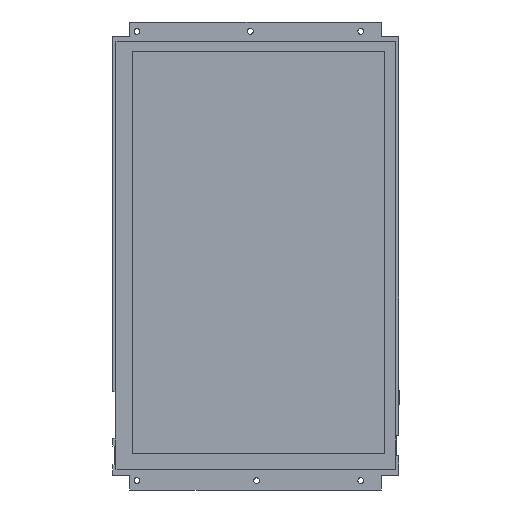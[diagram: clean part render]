
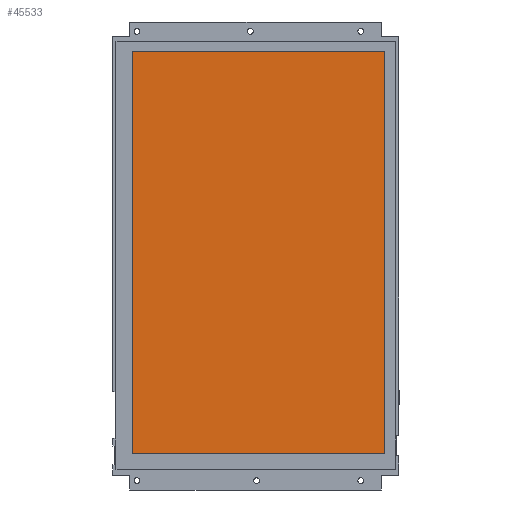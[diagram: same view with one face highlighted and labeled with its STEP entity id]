
A CAD part, front view. The second image highlights one B-rep face of the part: STEP entity #45533.
In plain terms, the highlighted face is planar.
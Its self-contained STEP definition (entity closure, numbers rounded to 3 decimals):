
#2961=FACE_OUTER_BOUND('',#5476,.T.);
#5476=EDGE_LOOP('',(#30625,#30626,#30627,#30628));
#8156=LINE('',#63817,#14063);
#8158=LINE('',#63821,#14065);
#8160=LINE('',#63825,#14067);
#8162=LINE('',#63828,#14069);
#14063=VECTOR('',#51843,10.);
#14065=VECTOR('',#51847,10.);
#14067=VECTOR('',#51851,10.);
#14069=VECTOR('',#51855,10.);
#19935=VERTEX_POINT('',#63814);
#19936=VERTEX_POINT('',#63816);
#19937=VERTEX_POINT('',#63820);
#19938=VERTEX_POINT('',#63824);
#24020=EDGE_CURVE('',#19936,#19935,#8156,.T.);
#24022=EDGE_CURVE('',#19937,#19936,#8158,.T.);
#24024=EDGE_CURVE('',#19938,#19937,#8160,.T.);
#24026=EDGE_CURVE('',#19935,#19938,#8162,.T.);
#30625=ORIENTED_EDGE('',*,*,#24026,.T.);
#30626=ORIENTED_EDGE('',*,*,#24024,.T.);
#30627=ORIENTED_EDGE('',*,*,#24022,.T.);
#30628=ORIENTED_EDGE('',*,*,#24020,.T.);
#43285=PLANE('',#48621);
#45533=ADVANCED_FACE('',(#2961),#43285,.T.);
#48621=AXIS2_PLACEMENT_3D('',#63829,#51856,#51857);
#51843=DIRECTION('',(0.,0.,1.));
#51847=DIRECTION('',(-1.,0.,0.));
#51851=DIRECTION('',(0.,0.,-1.));
#51855=DIRECTION('',(1.,0.,0.));
#51856=DIRECTION('center_axis',(0.,1.,0.));
#51857=DIRECTION('ref_axis',(0.,0.,1.));
#63814=CARTESIAN_POINT('',(-136.3,1.,0.));
#63816=CARTESIAN_POINT('',(-136.3,1.,-217.));
#63817=CARTESIAN_POINT('',(-136.3,1.,0.));
#63820=CARTESIAN_POINT('',(0.,1.,-217.));
#63821=CARTESIAN_POINT('',(-136.3,1.,-217.));
#63824=CARTESIAN_POINT('',(0.,1.,0.));
#63825=CARTESIAN_POINT('',(0.,1.,-217.));
#63828=CARTESIAN_POINT('',(0.,1.,0.));
#63829=CARTESIAN_POINT('Origin',(-68.15,1.,-108.5));
